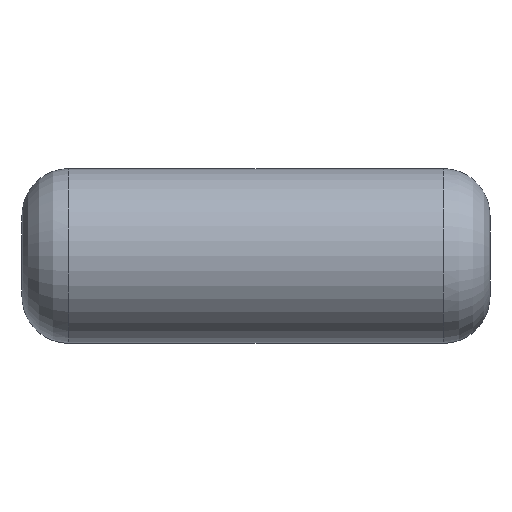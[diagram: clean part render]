
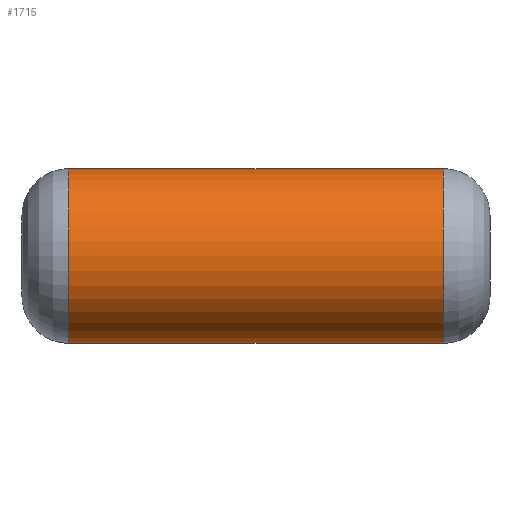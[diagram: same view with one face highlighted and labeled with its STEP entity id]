
A CAD part, top view. The second image highlights one B-rep face of the part: STEP entity #1715.
In plain terms, the highlighted cylindrical face has radius 2.35 mm (diameter 4.7 mm), a partial arc.
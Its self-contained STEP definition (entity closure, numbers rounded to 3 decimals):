
#1118=CARTESIAN_POINT('',(5.04,-2.35,10.75));
#1119=VERTEX_POINT('',#1118);
#1420=CARTESIAN_POINT('',(-5.04,-2.35,10.75));
#1421=VERTEX_POINT('',#1420);
#1450=CARTESIAN_POINT('',(0.0,-2.35,10.75));
#1451=DIRECTION('',(1.0,0.0,0.0));
#1452=VECTOR('',#1451,1.0);
#1453=LINE('',#1450,#1452);
#1454=EDGE_CURVE('n� 117',#1421,#1119,#1453,.T.);
#1545=CARTESIAN_POINT('',(5.04,2.35,10.75));
#1546=VERTEX_POINT('',#1545);
#1578=CARTESIAN_POINT('',(-5.04,2.35,10.75));
#1579=VERTEX_POINT('',#1578);
#1639=CARTESIAN_POINT('',(5.04,-0.0,10.75));
#1640=DIRECTION('',(-1.0,-0.0,0.0));
#1641=DIRECTION('',(0.0,-1.0,-0.0));
#1642=AXIS2_PLACEMENT_3D('',#1639,#1640,#1641);
#1643=CIRCLE('',#1642,2.35);
#1644=EDGE_CURVE('n� 14',#1119,#1546,#1643,.T.);
#1666=CARTESIAN_POINT('',(-0.0,2.35,10.75));
#1667=DIRECTION('',(-1.0,0.0,0.0));
#1668=VECTOR('',#1667,1.0);
#1669=LINE('',#1666,#1668);
#1670=EDGE_CURVE('n� 18',#1546,#1579,#1669,.T.);
#1683=CARTESIAN_POINT('',(-5.04,-0.0,10.75));
#1684=DIRECTION('',(1.0,0.0,-0.0));
#1685=DIRECTION('',(0.0,-1.0,-0.0));
#1686=AXIS2_PLACEMENT_3D('',#1683,#1684,#1685);
#1687=CIRCLE('',#1686,2.35);
#1688=EDGE_CURVE('n� 21',#1579,#1421,#1687,.T.);
#1704=ORIENTED_EDGE('',*,*,#1670,.T.);
#1705=ORIENTED_EDGE('',*,*,#1688,.T.);
#1706=ORIENTED_EDGE('',*,*,#1454,.T.);
#1707=ORIENTED_EDGE('',*,*,#1644,.T.);
#1708=EDGE_LOOP('',(#1704,#1705,#1706,#1707));
#1709=FACE_OUTER_BOUND('',#1708,.T.);
#1710=CARTESIAN_POINT('',(-0.0,-0.0,10.75));
#1711=DIRECTION('',(-1.0,-0.0,0.0));
#1712=DIRECTION('',(0.0,-1.0,-0.0));
#1713=AXIS2_PLACEMENT_3D('',#1710,#1711,#1712);
#1714=CYLINDRICAL_SURFACE('',#1713,2.35);
#1715=ADVANCED_FACE('n� 2',(#1709),#1714,.T.);
